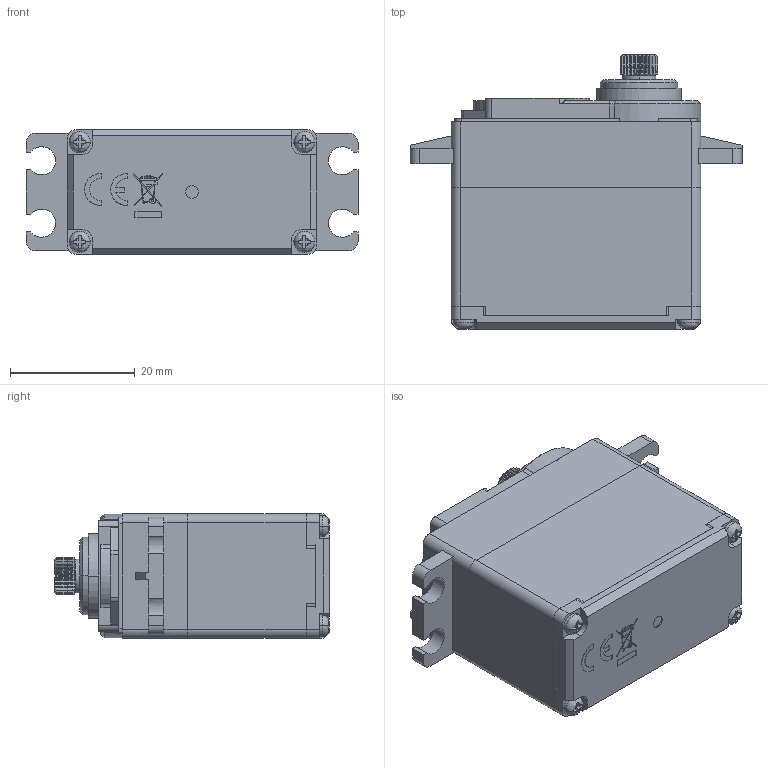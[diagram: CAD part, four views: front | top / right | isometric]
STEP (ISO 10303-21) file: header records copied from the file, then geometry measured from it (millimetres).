
FILE_DESCRIPTION((''),'2;1');
FILE_NAME('D954WP_ASM','2018-06-19T',('jaejin_'),(''),'CREO PARAMETRIC BY PTC INC, 2016050','CREO PARAMETRIC BY PTC INC, 2016050','');
FILE_SCHEMA(('CONFIG_CONTROL_DESIGN'));
Length unit declared in the file: millimetre
Products named in the file (10): D954T_PBT30_120101010139_1; D954M_PBT30_120101020126_1; D954HT_AL6061_120101060003_1; D954L_PBT30_120101030130_1; D954SG4F_SUM24L_120212000609_1; D954SG4F_ASSY_ASM_1_ASM; D954WP_O-RING_1; CPH_T2XL28_SUS_120202000181_1; D954WP_ASSY_170831_ASM_1_ASM; D954WP_ASM
Assembly tree (13 placements, depth 4):
  D954WP_ASM
    D954WP_ASSY_170831_ASM_1_ASM
      D954T_PBT30_120101010139_1
      D954M_PBT30_120101020126_1
      D954HT_AL6061_120101060003_1
      D954L_PBT30_120101030130_1
      D954SG4F_ASSY_ASM_1_ASM
        D954SG4F_SUM24L_120212000609_1
      D954WP_O-RING_1  x2
      CPH_T2XL28_SUS_120202000181_1  x4
Bounding box: 53.2 x 44 x 20 mm (x, y, z)
Volume: 30795.7 mm3; surface area: 14081.3 mm2
Topology: 11 solids, 11 shells, 1455 faces, 4122 edges, 2727 vertices
Faces by surface type: plane 895, cylinder 336, cone 119, torus 61, bspline 42, sphere 2
Entity records: 53393 total; most frequent: CARTESIAN_POINT 10504, ORIENTED_EDGE 7056, DIRECTION 6439, EDGE_CURVE 3528, PRESENTATION_STYLE_ASSIGNMENT 3363, STYLED_ITEM 3359, CURVE_STYLE 3352, VECTOR 2517
